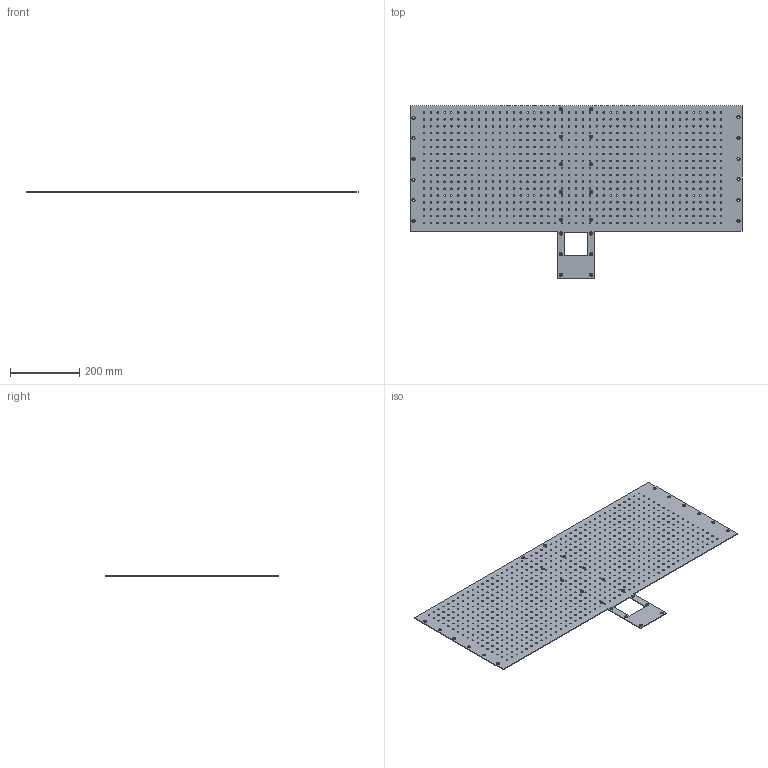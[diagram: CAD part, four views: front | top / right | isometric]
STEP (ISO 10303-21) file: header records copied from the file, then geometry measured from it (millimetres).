
FILE_DESCRIPTION(('FreeCAD Model'),'2;1');
FILE_NAME('Open CASCADE Shape Model','2021-05-12T15:40:09',('Author'),( ''),'Open CASCADE STEP processor 7.5','FreeCAD','Unknown');
FILE_SCHEMA(('AUTOMOTIVE_DESIGN { 1 0 10303 214 1 1 1 1 }'));
Products named in the file (1): Bed001
Bounding box: 960 x 499.73 x 2 mm (x, y, z)
Volume: 693954.5 mm3; surface area: 723775.1 mm2
Topology: 1 solids, 1 shells, 846 faces, 2448 edges, 1632 vertices
Faces by surface type: cylinder 804, plane 42
Full cylindrical faces by diameter (mm): 4.2 x748, 5.5 x28, 9.2 x28
Entity records: 66122 total; most frequent: CARTESIAN_POINT 14479, DIRECTION 9870, ORIENTED_EDGE 4896, PCURVE 4896, DEFINITIONAL_REPRESENTATION 4896, LINE 4128, VECTOR 4128, AXIS2_PLACEMENT_3D 2455
